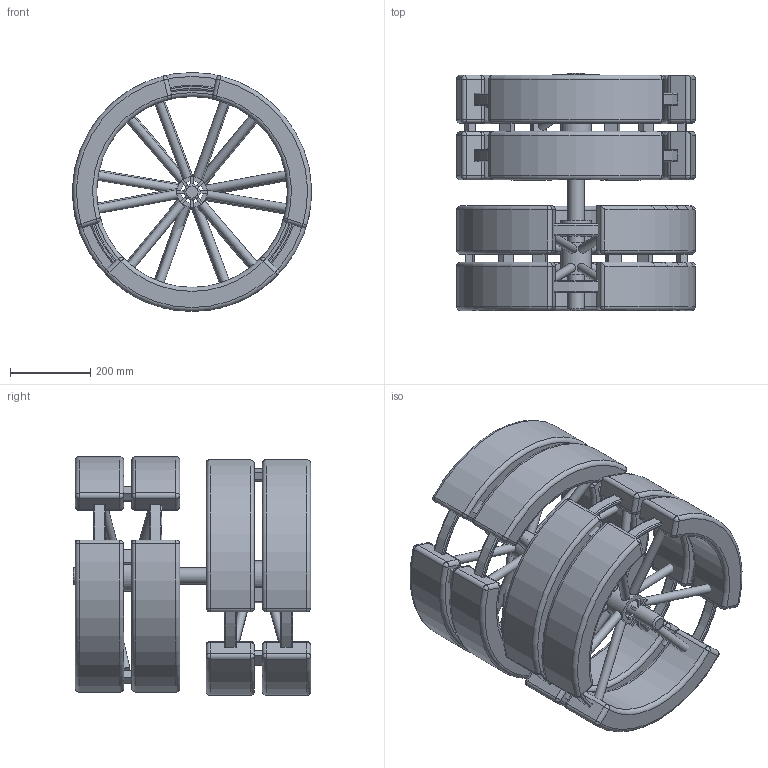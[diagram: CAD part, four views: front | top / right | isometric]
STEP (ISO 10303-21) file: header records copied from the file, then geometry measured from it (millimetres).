
FILE_DESCRIPTION(/* description */ (''),/* implementation_level */ '2;1');
FILE_NAME(/* name */ 'SamrukStation3DModelInScale.step',/* time_stamp */ '2025-10-29T17:00:59+05:00',/* author */ (''),/* organization */ (''),/* preprocessor_version */ 'ST-DEVELOPER v20.1',/* originating_system */ 'Autodesk Translation Framework v14.17.0.0',/* authorisation */ '');
FILE_SCHEMA (('AUTOMOTIVE_DESIGN { 1 0 10303 214 3 1 1 }'));
Length unit declared in the file: millimetre
Products named in the file (1): SamrukStation3DModelInScale
Bounding box: 593.48 x 590 x 594 mm (x, y, z)
Volume: 41931368.1 mm3; surface area: 2730204.1 mm2
Topology: 69 solids, 69 shells, 688 faces, 1410 edges, 860 vertices
Faces by surface type: plane 306, cylinder 197, torus 97, sphere 88
Full cylindrical faces by diameter (mm): 22 x24, 40 x1, 56 x4, 76 x4
Entity records: 18816 total; most frequent: CARTESIAN_POINT 3927, DIRECTION 3337, ORIENTED_EDGE 2820, EDGE_CURVE 1410, AXIS2_PLACEMENT_3D 1294, VERTEX_POINT 860, LINE 749, VECTOR 749
